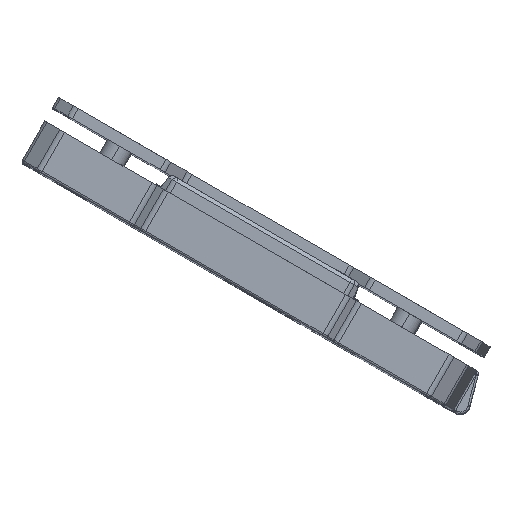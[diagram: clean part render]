
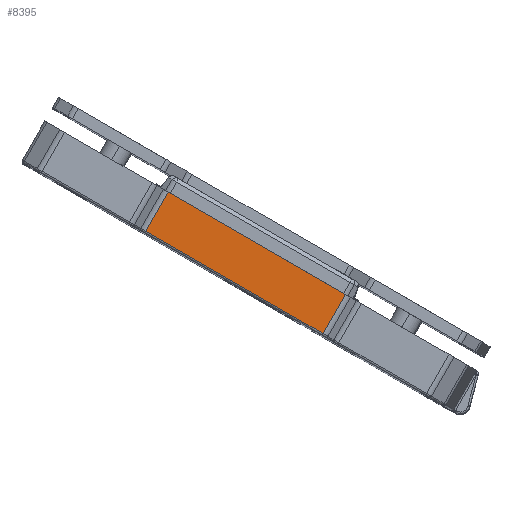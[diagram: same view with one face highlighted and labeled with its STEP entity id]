
A CAD part, top view. The second image highlights one B-rep face of the part: STEP entity #8395.
In plain terms, the highlighted planar face has unit normal (0, 0, 1).
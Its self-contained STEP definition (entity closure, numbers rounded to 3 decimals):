
#416 = VERTEX_POINT ( 'NONE', #26069 ) ;
#796 = DIRECTION ( 'NONE',  ( -0.5, -0.866, 0. ) ) ;
#1258 = CARTESIAN_POINT ( 'NONE',  ( -125.688, 192.082, 72.996 ) ) ;
#1296 = VECTOR ( 'NONE', #18492, 1000. ) ;
#2484 = EDGE_CURVE ( 'NONE', #41368, #20012, #13735, .T. ) ;
#4278 = LINE ( 'NONE', #23718, #38561 ) ;
#5118 = FACE_OUTER_BOUND ( 'NONE', #29400, .T. ) ;
#5662 = CARTESIAN_POINT ( 'NONE',  ( -79.39, 165.929, 72.996 ) ) ;
#5973 = DIRECTION ( 'NONE',  ( -0.5, -0.866, 0. ) ) ;
#6069 = EDGE_CURVE ( 'NONE', #50811, #416, #39200, .T. ) ;
#7370 = DIRECTION ( 'NONE',  ( -0.866, 0.5, 0. ) ) ;
#8395 = ADVANCED_FACE ( 'NONE', ( #5118 ), #43164, .T. ) ;
#9103 = ORIENTED_EDGE ( 'NONE', *, *, #2484, .F. ) ;
#9868 = DIRECTION ( 'NONE',  ( 0.5, 0.866, 0. ) ) ;
#9909 = CARTESIAN_POINT ( 'NONE',  ( -124.72, 192.101, 72.996 ) ) ;
#13735 = LINE ( 'NONE', #37044, #1296 ) ;
#14354 = VECTOR ( 'NONE', #7370, 1000. ) ;
#15030 = VECTOR ( 'NONE', #796, 1000. ) ;
#16497 = LINE ( 'NONE', #52092, #15030 ) ;
#18492 = DIRECTION ( 'NONE',  ( -0.866, 0.5, 0. ) ) ;
#20012 = VERTEX_POINT ( 'NONE', #9909 ) ;
#23718 = CARTESIAN_POINT ( 'NONE',  ( -79.64, 165.496, 72.996 ) ) ;
#26069 = CARTESIAN_POINT ( 'NONE',  ( -118.97, 202.06, 72.996 ) ) ;
#29400 = EDGE_LOOP ( 'NONE', ( #44051, #9103, #51417, #42155 ) ) ;
#30424 = CARTESIAN_POINT ( 'NONE',  ( -119.688, 202.474, 72.996 ) ) ;
#33880 = DIRECTION ( 'NONE',  ( 0., 0., 1. ) ) ;
#37044 = CARTESIAN_POINT ( 'NONE',  ( -125.438, 192.515, 72.996 ) ) ;
#38561 = VECTOR ( 'NONE', #9868, 1000. ) ;
#39200 = LINE ( 'NONE', #30424, #14354 ) ;
#41368 = VERTEX_POINT ( 'NONE', #5662 ) ;
#42155 = ORIENTED_EDGE ( 'NONE', *, *, #6069, .T. ) ;
#43164 = PLANE ( 'NONE',  #60217 ) ;
#44051 = ORIENTED_EDGE ( 'NONE', *, *, #57325, .T. ) ;
#50811 = VERTEX_POINT ( 'NONE', #52444 ) ;
#51417 = ORIENTED_EDGE ( 'NONE', *, *, #56749, .T. ) ;
#52092 = CARTESIAN_POINT ( 'NONE',  ( -124.97, 191.668, 72.996 ) ) ;
#52444 = CARTESIAN_POINT ( 'NONE',  ( -73.64, 175.889, 72.996 ) ) ;
#56749 = EDGE_CURVE ( 'NONE', #41368, #50811, #4278, .T. ) ;
#57325 = EDGE_CURVE ( 'NONE', #416, #20012, #16497, .T. ) ;
#60217 = AXIS2_PLACEMENT_3D ( 'NONE', #1258, #33880, #5973 ) ;
